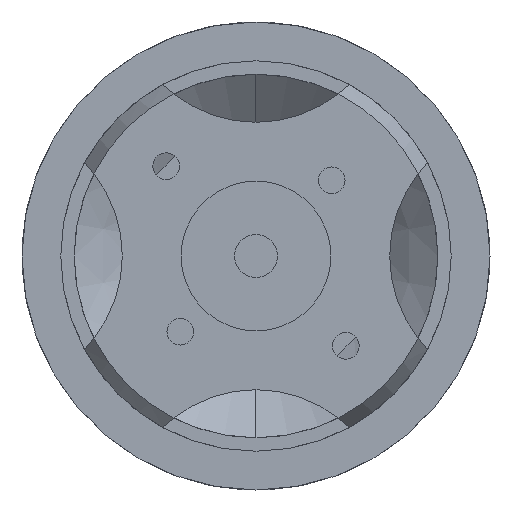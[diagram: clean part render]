
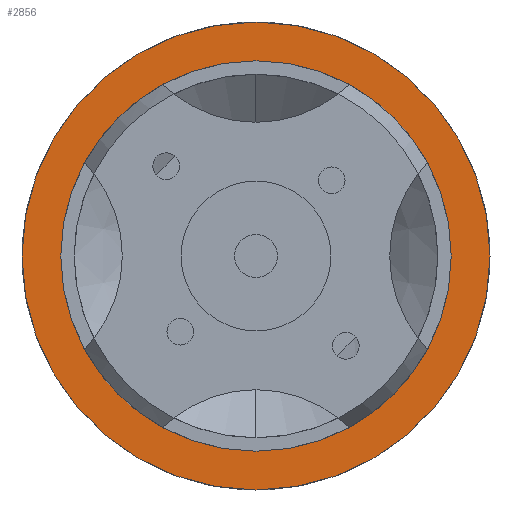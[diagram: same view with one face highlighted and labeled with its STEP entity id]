
A CAD part, left-side view. The second image highlights one B-rep face of the part: STEP entity #2856.
In plain terms, the highlighted planar face has unit normal (-1, 0, 0).
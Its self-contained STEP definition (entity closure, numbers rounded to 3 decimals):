
#207 = DIRECTION ( 'NONE',  ( 0., 0., 1. ) ) ;
#263 = VERTEX_POINT ( 'NONE', #4217 ) ;
#306 = CARTESIAN_POINT ( 'NONE',  ( 26.5, 0., 0. ) ) ;
#375 = EDGE_CURVE ( 'NONE', #551, #263, #3748, .T. ) ;
#522 = CARTESIAN_POINT ( 'NONE',  ( 26.5, 0., 0. ) ) ;
#551 = VERTEX_POINT ( 'NONE', #5293 ) ;
#742 = AXIS2_PLACEMENT_3D ( 'NONE', #522, #2169, #1012 ) ;
#1012 = DIRECTION ( 'NONE',  ( 0., 0., 1. ) ) ;
#1017 = CARTESIAN_POINT ( 'NONE',  ( 26.5, 0., -1.6 ) ) ;
#1245 = DIRECTION ( 'NONE',  ( -1., 0., 0. ) ) ;
#1272 = FACE_BOUND ( 'NONE', #5134, .T. ) ;
#1353 = CARTESIAN_POINT ( 'NONE',  ( 26.5, 0., 0. ) ) ;
#1696 = AXIS2_PLACEMENT_3D ( 'NONE', #3816, #1245, #5046 ) ;
#2084 = DIRECTION ( 'NONE',  ( -1., 0., 0. ) ) ;
#2169 = DIRECTION ( 'NONE',  ( -1., 0., 0. ) ) ;
#2484 = AXIS2_PLACEMENT_3D ( 'NONE', #3777, #3338, #5177 ) ;
#2700 = ORIENTED_EDGE ( 'NONE', *, *, #2908, .F. ) ;
#2788 = EDGE_CURVE ( 'NONE', #5017, #4156, #5147, .T. ) ;
#2856 = ADVANCED_FACE ( 'NONE', ( #3759, #1272 ), #3408, .T. ) ;
#2908 = EDGE_CURVE ( 'NONE', #4156, #5017, #3325, .T. ) ;
#3138 = DIRECTION ( 'NONE',  ( -1., 0., 0. ) ) ;
#3325 = CIRCLE ( 'NONE', #742, 1.6 ) ;
#3338 = DIRECTION ( 'NONE',  ( -1., 0., 0. ) ) ;
#3408 = PLANE ( 'NONE',  #4017 ) ;
#3434 = CARTESIAN_POINT ( 'NONE',  ( 26.5, 0., 1.6 ) ) ;
#3584 = AXIS2_PLACEMENT_3D ( 'NONE', #306, #3138, #207 ) ;
#3748 = CIRCLE ( 'NONE', #3584, 17.5 ) ;
#3759 = FACE_OUTER_BOUND ( 'NONE', #5196, .T. ) ;
#3777 = CARTESIAN_POINT ( 'NONE',  ( 26.5, 0., 0. ) ) ;
#3816 = CARTESIAN_POINT ( 'NONE',  ( 26.5, 0., 0. ) ) ;
#4017 = AXIS2_PLACEMENT_3D ( 'NONE', #1353, #2084, #4588 ) ;
#4156 = VERTEX_POINT ( 'NONE', #3434 ) ;
#4217 = CARTESIAN_POINT ( 'NONE',  ( 26.5, 0., -17.5 ) ) ;
#4285 = ORIENTED_EDGE ( 'NONE', *, *, #4520, .T. ) ;
#4384 = CIRCLE ( 'NONE', #2484, 17.5 ) ;
#4520 = EDGE_CURVE ( 'NONE', #263, #551, #4384, .T. ) ;
#4588 = DIRECTION ( 'NONE',  ( 0., 0., 1. ) ) ;
#4824 = ORIENTED_EDGE ( 'NONE', *, *, #375, .T. ) ;
#4913 = ORIENTED_EDGE ( 'NONE', *, *, #2788, .F. ) ;
#5017 = VERTEX_POINT ( 'NONE', #1017 ) ;
#5046 = DIRECTION ( 'NONE',  ( 0., 0., 1. ) ) ;
#5134 = EDGE_LOOP ( 'NONE', ( #2700, #4913 ) ) ;
#5147 = CIRCLE ( 'NONE', #1696, 1.6 ) ;
#5177 = DIRECTION ( 'NONE',  ( 0., 0., 1. ) ) ;
#5196 = EDGE_LOOP ( 'NONE', ( #4824, #4285 ) ) ;
#5293 = CARTESIAN_POINT ( 'NONE',  ( 26.5, 0., 17.5 ) ) ;
